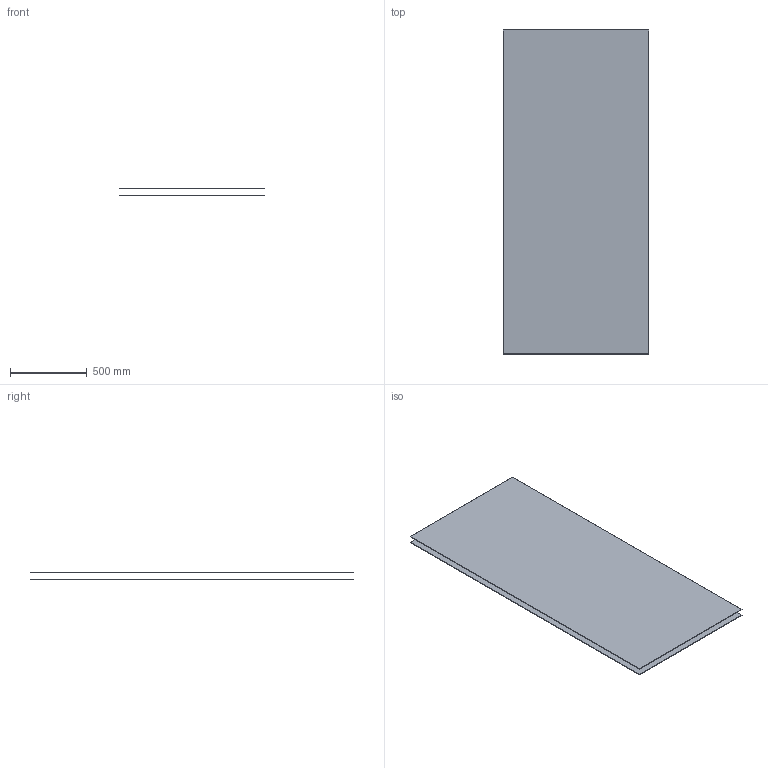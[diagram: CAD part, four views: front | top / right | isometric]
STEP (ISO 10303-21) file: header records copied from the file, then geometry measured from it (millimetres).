
FILE_DESCRIPTION(/* description */ (''),/* implementation_level */ '2;1');
FILE_NAME(/* name */ 'Assembly Framed Panel TACTON.stp',/* time_stamp */ '2023-06-07T13:56:48+02:00',/* author */ ('Eribel'),/* organization */ (''),/* preprocessor_version */ 'ST-DEVELOPER v18.1',/* originating_system */ 'Autodesk Inventor 2021',/* authorisation */ '');
FILE_SCHEMA (('AUTOMOTIVE_DESIGN { 1 0 10303 214 3 1 1 }'));
Length unit declared in the file: millimetre
Products named in the file (13): Assembly Framed Panel TACTON; Framed Panel CoverLayer Front; Framed Panel CoverLayer Back; Framed Panel TopLayer Front; Framed Panel TopLayer Back; Seal1Left_Placeholder; Seal2Left_Placeholder; Seal1LeftOval_Placeholder; Seal2LeftOval_Placeholder; Seal1Right_Placeholder; Seal2Right_Placeholder; Seal1RightOval_Placeholder; Seal2RightOval_Placeholder
Assembly tree (12 placements, depth 2):
  Assembly Framed Panel TACTON
    Framed Panel CoverLayer Front
    Framed Panel CoverLayer Back
    Framed Panel TopLayer Front
    Framed Panel TopLayer Back
    Seal1Left_Placeholder
    Seal2Left_Placeholder
    Seal1LeftOval_Placeholder
    Seal2LeftOval_Placeholder
    Seal1Right_Placeholder
    Seal2Right_Placeholder
    Seal1RightOval_Placeholder
    Seal2RightOval_Placeholder
Bounding box: 950 x 2115 x 50.1 mm (x, y, z)
Volume: 20092500 mm3; surface area: 16135300 mm2
Topology: 4 solids, 4 shells, 24 faces, 48 edges, 32 vertices
Faces by surface type: plane 24
Entity records: 1107 total; most frequent: DIRECTION 146, CARTESIAN_POINT 129, ORIENTED_EDGE 96, AXIS2_PLACEMENT_3D 49, LINE 48, VECTOR 48, EDGE_CURVE 48, VERTEX_POINT 32
